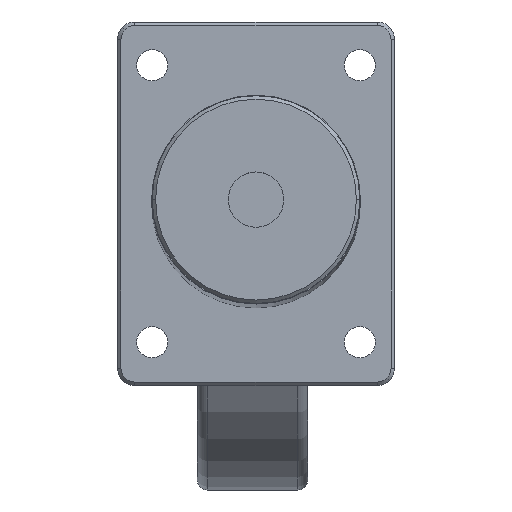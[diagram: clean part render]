
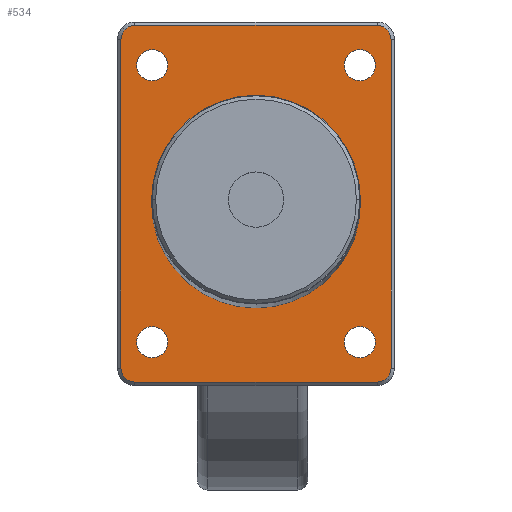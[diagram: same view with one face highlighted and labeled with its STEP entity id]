
A CAD part, top view. The second image highlights one B-rep face of the part: STEP entity #534.
In plain terms, the highlighted planar face has unit normal (0, 0, 1).
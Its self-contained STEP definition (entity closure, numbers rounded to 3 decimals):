
#534=ADVANCED_FACE('',(#1057,#1058,#1059,#1060,#1061,#1062),#1063,.T.);
#1057=FACE_BOUND('',#1625,.T.);
#1058=FACE_BOUND('',#1626,.T.);
#1059=FACE_BOUND('',#1627,.T.);
#1060=FACE_BOUND('',#1628,.T.);
#1061=FACE_BOUND('',#1629,.T.);
#1062=FACE_OUTER_BOUND('',#1630,.T.);
#1063=PLANE('',#1631);
#1625=EDGE_LOOP('',(#2782,#2783));
#1626=EDGE_LOOP('',(#2784,#2785));
#1627=EDGE_LOOP('',(#2786,#2787));
#1628=EDGE_LOOP('',(#2788,#2789));
#1629=EDGE_LOOP('',(#2790,#2791));
#1630=EDGE_LOOP('',(#2792,#2793,#2794,#2795,#2796,#2797,#2798,#2799,#2800,#2801,#2802,#2803));
#1631=AXIS2_PLACEMENT_3D('',#2804,#2805,#2806);
#2782=ORIENTED_EDGE('',*,*,#3417,.T.);
#2783=ORIENTED_EDGE('',*,*,#3321,.T.);
#2784=ORIENTED_EDGE('',*,*,#3468,.T.);
#2785=ORIENTED_EDGE('',*,*,#3462,.T.);
#2786=ORIENTED_EDGE('',*,*,#3160,.T.);
#2787=ORIENTED_EDGE('',*,*,#3215,.T.);
#2788=ORIENTED_EDGE('',*,*,#3423,.T.);
#2789=ORIENTED_EDGE('',*,*,#3458,.T.);
#2790=ORIENTED_EDGE('',*,*,#3226,.T.);
#2791=ORIENTED_EDGE('',*,*,#3561,.T.);
#2792=ORIENTED_EDGE('',*,*,#3268,.F.);
#2793=ORIENTED_EDGE('',*,*,#3455,.F.);
#2794=ORIENTED_EDGE('',*,*,#3562,.F.);
#2795=ORIENTED_EDGE('',*,*,#3563,.F.);
#2796=ORIENTED_EDGE('',*,*,#3126,.F.);
#2797=ORIENTED_EDGE('',*,*,#3271,.F.);
#2798=ORIENTED_EDGE('',*,*,#3557,.F.);
#2799=ORIENTED_EDGE('',*,*,#3498,.F.);
#2800=ORIENTED_EDGE('',*,*,#3442,.F.);
#2801=ORIENTED_EDGE('',*,*,#3564,.F.);
#2802=ORIENTED_EDGE('',*,*,#3405,.F.);
#2803=ORIENTED_EDGE('',*,*,#3565,.F.);
#2804=CARTESIAN_POINT('',(-202.583,-117.5,160.607));
#2805=DIRECTION('',(0.0,0.0,1.0));
#2806=DIRECTION('',(1.0,0.0,0.0));
#3126=EDGE_CURVE('',#3677,#3673,#3679,.T.);
#3160=EDGE_CURVE('',#3731,#3735,#3737,.T.);
#3215=EDGE_CURVE('',#3735,#3731,#3825,.T.);
#3226=EDGE_CURVE('',#3836,#3840,#3842,.T.);
#3268=EDGE_CURVE('',#3905,#3903,#3907,.T.);
#3271=EDGE_CURVE('',#3909,#3677,#3912,.T.);
#3321=EDGE_CURVE('',#3980,#3985,#3987,.T.);
#3405=EDGE_CURVE('',#4105,#4103,#4107,.T.);
#3417=EDGE_CURVE('',#3985,#3980,#4124,.T.);
#3423=EDGE_CURVE('',#4128,#4132,#4134,.T.);
#3442=EDGE_CURVE('',#4160,#4162,#4163,.T.);
#3455=EDGE_CURVE('',#4178,#3905,#4180,.T.);
#3458=EDGE_CURVE('',#4132,#4128,#4183,.T.);
#3462=EDGE_CURVE('',#4189,#4187,#4190,.T.);
#3468=EDGE_CURVE('',#4187,#4189,#4197,.T.);
#3498=EDGE_CURVE('',#4162,#4234,#4236,.T.);
#3557=EDGE_CURVE('',#4234,#3909,#4306,.T.);
#3561=EDGE_CURVE('',#3840,#3836,#4310,.T.);
#3562=EDGE_CURVE('',#4311,#4178,#4312,.T.);
#3563=EDGE_CURVE('',#3673,#4311,#4313,.T.);
#3564=EDGE_CURVE('',#4103,#4160,#4314,.T.);
#3565=EDGE_CURVE('',#3903,#4105,#4315,.T.);
#3673=VERTEX_POINT('',#4438);
#3677=VERTEX_POINT('',#4444);
#3679=LINE('',#4447,#4448);
#3731=VERTEX_POINT('',#4508);
#3735=VERTEX_POINT('',#4513);
#3737=CIRCLE('',#4516,4.5);
#3825=CIRCLE('',#4624,4.5);
#3836=VERTEX_POINT('',#4638);
#3840=VERTEX_POINT('',#4643);
#3842=CIRCLE('',#4646,4.5);
#3903=VERTEX_POINT('',#4721);
#3905=VERTEX_POINT('',#4724);
#3907=CIRCLE('',#4727,4.);
#3909=VERTEX_POINT('',#4729);
#3912=CIRCLE('',#4733,4.);
#3980=VERTEX_POINT('',#4818);
#3985=VERTEX_POINT('',#4824);
#3987=CIRCLE('',#4827,12.0);
#4103=VERTEX_POINT('',#4978);
#4105=VERTEX_POINT('',#4981);
#4107=LINE('',#4984,#4985);
#4124=CIRCLE('',#5003,12.0);
#4128=VERTEX_POINT('',#5007);
#4132=VERTEX_POINT('',#5012);
#4134=CIRCLE('',#5015,4.5);
#4160=VERTEX_POINT('',#5045);
#4162=VERTEX_POINT('',#5048);
#4163=CIRCLE('',#5049,4.);
#4178=VERTEX_POINT('',#5071);
#4180=LINE('',#5074,#5075);
#4183=CIRCLE('',#5078,4.5);
#4187=VERTEX_POINT('',#5082);
#4189=VERTEX_POINT('',#5085);
#4190=CIRCLE('',#5086,4.5);
#4197=CIRCLE('',#5094,4.5);
#4234=VERTEX_POINT('',#5137);
#4236=LINE('',#5140,#5141);
#4306=CIRCLE('',#5230,4.);
#4310=CIRCLE('',#5234,4.5);
#4311=VERTEX_POINT('',#5235);
#4312=CIRCLE('',#5236,4.0);
#4313=CIRCLE('',#5237,4.0);
#4314=CIRCLE('',#5238,4.);
#4315=CIRCLE('',#5239,4.);
#4438=CARTESIAN_POINT('',(-197.583,-116.5,160.607));
#4444=CARTESIAN_POINT('',(-127.583,-116.5,160.607));
#4447=CARTESIAN_POINT('',(-162.583,-116.5,160.607));
#4448=VECTOR('',#5346,1.0);
#4508=CARTESIAN_POINT('',(-137.083,-25.0,160.607));
#4513=CARTESIAN_POINT('',(-128.083,-25.0,160.607));
#4516=AXIS2_PLACEMENT_3D('',#5408,#5409,#5410);
#4624=AXIS2_PLACEMENT_3D('',#5491,#5492,#5493);
#4638=CARTESIAN_POINT('',(-137.083,-105.0,160.607));
#4643=CARTESIAN_POINT('',(-128.083,-105.0,160.607));
#4646=AXIS2_PLACEMENT_3D('',#5505,#5506,#5507);
#4721=CARTESIAN_POINT('',(-200.411,-14.672,160.607));
#4724=CARTESIAN_POINT('',(-201.583,-17.5,160.607));
#4727=AXIS2_PLACEMENT_3D('',#5569,#5570,#5571);
#4729=CARTESIAN_POINT('',(-124.755,-115.328,160.607));
#4733=AXIS2_PLACEMENT_3D('',#5573,#5574,#5575);
#4818=CARTESIAN_POINT('',(-150.583,-65.0,160.607));
#4824=CARTESIAN_POINT('',(-174.583,-65.0,160.607));
#4827=AXIS2_PLACEMENT_3D('',#5646,#5647,#5648);
#4978=CARTESIAN_POINT('',(-127.583,-13.5,160.607));
#4981=CARTESIAN_POINT('',(-197.583,-13.5,160.607));
#4984=CARTESIAN_POINT('',(-202.583,-13.5,160.607));
#4985=VECTOR('',#5746,1.0);
#5003=AXIS2_PLACEMENT_3D('',#5772,#5773,#5774);
#5007=CARTESIAN_POINT('',(-188.083,-105.0,160.607));
#5012=CARTESIAN_POINT('',(-197.083,-105.0,160.607));
#5015=AXIS2_PLACEMENT_3D('',#5783,#5784,#5785);
#5045=CARTESIAN_POINT('',(-124.755,-14.672,160.607));
#5048=CARTESIAN_POINT('',(-123.583,-17.5,160.607));
#5049=AXIS2_PLACEMENT_3D('',#5812,#5813,#5814);
#5071=CARTESIAN_POINT('',(-201.583,-112.5,160.607));
#5074=CARTESIAN_POINT('',(-201.583,-117.5,160.607));
#5075=VECTOR('',#5826,1.0);
#5078=AXIS2_PLACEMENT_3D('',#5827,#5828,#5829);
#5082=CARTESIAN_POINT('',(-188.083,-25.0,160.607));
#5085=CARTESIAN_POINT('',(-197.083,-25.0,160.607));
#5086=AXIS2_PLACEMENT_3D('',#5834,#5835,#5836);
#5094=AXIS2_PLACEMENT_3D('',#5844,#5845,#5846);
#5137=CARTESIAN_POINT('',(-123.583,-112.5,160.607));
#5140=CARTESIAN_POINT('',(-123.583,-65.0,160.607));
#5141=VECTOR('',#5887,1.0);
#5230=AXIS2_PLACEMENT_3D('',#5958,#5959,#5960);
#5234=AXIS2_PLACEMENT_3D('',#5964,#5965,#5966);
#5235=CARTESIAN_POINT('',(-200.411,-115.328,160.607));
#5236=AXIS2_PLACEMENT_3D('',#5967,#5968,#5969);
#5237=AXIS2_PLACEMENT_3D('',#5970,#5971,#5972);
#5238=AXIS2_PLACEMENT_3D('',#5973,#5974,#5975);
#5239=AXIS2_PLACEMENT_3D('',#5976,#5977,#5978);
#5346=DIRECTION('',(-1.0,0.0,0.0));
#5408=CARTESIAN_POINT('',(-132.583,-25.0,160.607));
#5409=DIRECTION('',(-0.0,0.0,-1.0));
#5410=DIRECTION('',(-1.0,0.,0.0));
#5491=CARTESIAN_POINT('',(-132.583,-25.0,160.607));
#5492=DIRECTION('',(-0.0,0.0,-1.0));
#5493=DIRECTION('',(-1.0,0.,0.0));
#5505=CARTESIAN_POINT('',(-132.583,-105.0,160.607));
#5506=DIRECTION('',(-0.0,0.0,-1.0));
#5507=DIRECTION('',(-1.0,0.,0.0));
#5569=CARTESIAN_POINT('',(-197.583,-17.5,160.607));
#5570=DIRECTION('',(-0.0,0.0,-1.0));
#5571=DIRECTION('',(-0.707,0.707,0.0));
#5573=CARTESIAN_POINT('',(-127.583,-112.5,160.607));
#5574=DIRECTION('',(0.0,-0.0,-1.0));
#5575=DIRECTION('',(0.707,-0.707,0.0));
#5646=CARTESIAN_POINT('',(-162.583,-65.0,160.607));
#5647=DIRECTION('',(0.0,0.0,-1.0));
#5648=DIRECTION('',(1.0,0.0,0.0));
#5746=DIRECTION('',(1.0,0.0,0.0));
#5772=CARTESIAN_POINT('',(-162.583,-65.0,160.607));
#5773=DIRECTION('',(0.0,0.0,-1.0));
#5774=DIRECTION('',(1.0,0.0,0.0));
#5783=CARTESIAN_POINT('',(-192.583,-105.0,160.607));
#5784=DIRECTION('',(0.0,0.0,-1.0));
#5785=DIRECTION('',(1.0,0.0,0.0));
#5812=CARTESIAN_POINT('',(-127.583,-17.5,160.607));
#5813=DIRECTION('',(0.0,0.0,-1.0));
#5814=DIRECTION('',(0.707,0.707,0.0));
#5826=DIRECTION('',(0.0,1.0,0.0));
#5827=CARTESIAN_POINT('',(-192.583,-105.0,160.607));
#5828=DIRECTION('',(0.0,0.0,-1.0));
#5829=DIRECTION('',(1.0,0.0,0.0));
#5834=CARTESIAN_POINT('',(-192.583,-25.0,160.607));
#5835=DIRECTION('',(0.0,0.0,-1.0));
#5836=DIRECTION('',(1.0,0.0,0.0));
#5844=CARTESIAN_POINT('',(-192.583,-25.0,160.607));
#5845=DIRECTION('',(0.0,0.0,-1.0));
#5846=DIRECTION('',(1.0,0.0,0.0));
#5887=DIRECTION('',(0.0,-1.0,0.0));
#5958=CARTESIAN_POINT('',(-127.583,-112.5,160.607));
#5959=DIRECTION('',(0.0,-0.0,-1.0));
#5960=DIRECTION('',(0.707,-0.707,0.0));
#5964=CARTESIAN_POINT('',(-132.583,-105.0,160.607));
#5965=DIRECTION('',(-0.0,0.0,-1.0));
#5966=DIRECTION('',(-1.0,0.,0.0));
#5967=CARTESIAN_POINT('',(-197.583,-112.5,160.607));
#5968=DIRECTION('',(-0.0,0.0,-1.0));
#5969=DIRECTION('',(-0.707,-0.707,0.0));
#5970=CARTESIAN_POINT('',(-197.583,-112.5,160.607));
#5971=DIRECTION('',(-0.0,0.0,-1.0));
#5972=DIRECTION('',(-0.707,-0.707,0.0));
#5973=CARTESIAN_POINT('',(-127.583,-17.5,160.607));
#5974=DIRECTION('',(0.0,0.0,-1.0));
#5975=DIRECTION('',(0.707,0.707,0.0));
#5976=CARTESIAN_POINT('',(-197.583,-17.5,160.607));
#5977=DIRECTION('',(-0.0,0.0,-1.0));
#5978=DIRECTION('',(-0.707,0.707,0.0));
